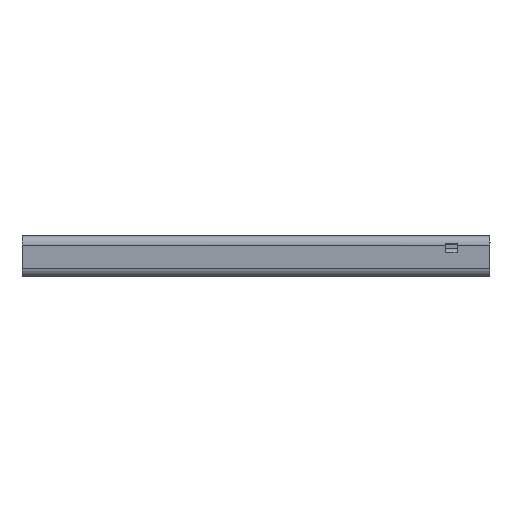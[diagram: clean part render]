
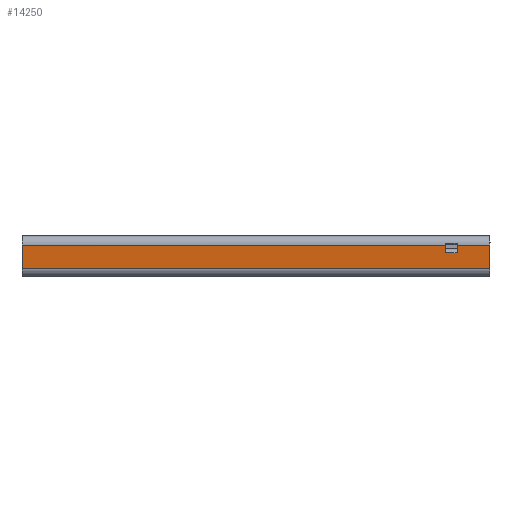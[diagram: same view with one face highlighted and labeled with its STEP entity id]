
A CAD part, top view. The second image highlights one B-rep face of the part: STEP entity #14250.
In plain terms, the highlighted planar face has unit normal (0, -0.092, 0.996).
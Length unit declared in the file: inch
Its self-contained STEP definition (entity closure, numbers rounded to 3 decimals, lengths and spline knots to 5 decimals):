
#325=LINE('',#20662,#1889);
#327=LINE('',#20664,#1891);
#333=LINE('',#20674,#1897);
#334=LINE('',#20677,#1898);
#341=LINE('',#20690,#1905);
#346=LINE('',#20706,#1910);
#348=LINE('',#20711,#1912);
#349=LINE('',#20712,#1913);
#1889=VECTOR('',#16403,0.3937);
#1891=VECTOR('',#16405,0.3937);
#1897=VECTOR('',#16415,0.3937);
#1898=VECTOR('',#16418,0.3937);
#1905=VECTOR('',#16429,0.3937);
#1910=VECTOR('',#16448,0.3937);
#1912=VECTOR('',#16454,0.3937);
#1913=VECTOR('',#16455,0.3937);
#3454=PLANE('',#15030);
#4050=FACE_OUTER_BOUND('',#4794,.T.);
#4794=EDGE_LOOP('',(#9963,#9964,#9965,#9966,#9967,#9968,#9969,#9970));
#6283=VERTEX_POINT('',#20632);
#6285=VERTEX_POINT('',#20638);
#6290=VERTEX_POINT('',#20648);
#6293=VERTEX_POINT('',#20656);
#6296=VERTEX_POINT('',#20672);
#6297=VERTEX_POINT('',#20676);
#6301=VERTEX_POINT('',#20689);
#6306=VERTEX_POINT('',#20710);
#7737=EDGE_CURVE('',#6285,#6283,#325,.T.);
#7739=EDGE_CURVE('',#6293,#6290,#327,.T.);
#7745=EDGE_CURVE('',#6296,#6290,#333,.T.);
#7746=EDGE_CURVE('',#6297,#6293,#334,.T.);
#7753=EDGE_CURVE('',#6285,#6301,#341,.T.);
#7762=EDGE_CURVE('',#6296,#6301,#346,.T.);
#7764=EDGE_CURVE('',#6283,#6306,#348,.T.);
#7765=EDGE_CURVE('',#6306,#6297,#349,.T.);
#9963=ORIENTED_EDGE('',*,*,#7739,.T.);
#9964=ORIENTED_EDGE('',*,*,#7745,.F.);
#9965=ORIENTED_EDGE('',*,*,#7762,.T.);
#9966=ORIENTED_EDGE('',*,*,#7753,.F.);
#9967=ORIENTED_EDGE('',*,*,#7737,.T.);
#9968=ORIENTED_EDGE('',*,*,#7764,.T.);
#9969=ORIENTED_EDGE('',*,*,#7765,.T.);
#9970=ORIENTED_EDGE('',*,*,#7746,.T.);
#14250=ADVANCED_FACE('',(#4050),#3454,.T.);
#15030=AXIS2_PLACEMENT_3D('',#20709,#16452,#16453);
#16403=DIRECTION('',(-1.,0.,0.));
#16405=DIRECTION('',(-1.,0.,0.));
#16415=DIRECTION('',(0.,0.996,0.092));
#16418=DIRECTION('',(0.,0.996,0.092));
#16429=DIRECTION('',(0.,-0.996,-0.092));
#16448=DIRECTION('',(1.,0.,0.));
#16452=DIRECTION('center_axis',(0.,-0.092,0.996));
#16453=DIRECTION('ref_axis',(0.,-0.996,-0.092));
#16454=DIRECTION('',(0.,-0.996,-0.092));
#16455=DIRECTION('',(-1.,0.,0.));
#20632=CARTESIAN_POINT('',(5.40254,-0.14218,2.87872));
#20638=CARTESIAN_POINT('',(6.28346,-0.14218,2.87872));
#20648=CARTESIAN_POINT('',(-6.28346,-0.14218,2.87872));
#20656=CARTESIAN_POINT('',(5.08646,-0.14218,2.87872));
#20662=CARTESIAN_POINT('',(3.14173,-0.14218,2.87872));
#20664=CARTESIAN_POINT('',(2.54323,-0.14218,2.87872));
#20672=CARTESIAN_POINT('',(-6.28346,-0.76009,2.82137));
#20674=CARTESIAN_POINT('',(-6.28346,6.53974,3.4989));
#20676=CARTESIAN_POINT('',(5.08646,-0.34758,2.85966));
#20677=CARTESIAN_POINT('',(5.08646,2.97161,3.16773));
#20689=CARTESIAN_POINT('',(6.28346,-0.76009,2.82137));
#20690=CARTESIAN_POINT('',(6.28346,-1.39309,2.76262));
#20706=CARTESIAN_POINT('',(-3.14173,-0.76009,2.82137));
#20709=CARTESIAN_POINT('Origin',(0.,6.29081,
3.4758));
#20710=CARTESIAN_POINT('',(5.40254,-0.34758,2.85966));
#20711=CARTESIAN_POINT('',(5.40254,3.09608,3.17928));
#20712=CARTESIAN_POINT('',(2.70127,-0.34758,2.85966));
